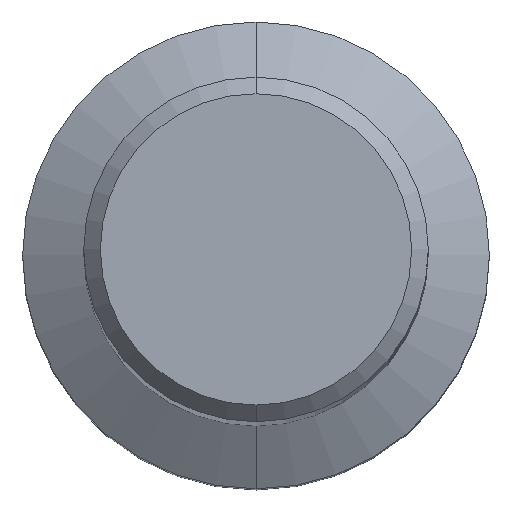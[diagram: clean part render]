
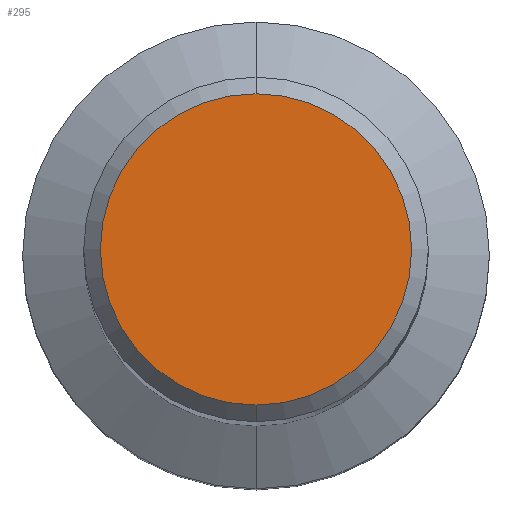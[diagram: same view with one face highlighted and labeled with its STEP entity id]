
A CAD part, top view. The second image highlights one B-rep face of the part: STEP entity #295.
In plain terms, the highlighted planar face has unit normal (0, 0, 1).
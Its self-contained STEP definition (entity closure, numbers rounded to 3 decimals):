
#227=VERTEX_POINT('',#616);
#289=VERTEX_POINT('',#687);
#295=ADVANCED_FACE('',(#693),#694,.T.);
#475=EDGE_CURVE('',#289,#227,#891,.T.);
#509=EDGE_CURVE('',#227,#289,#929,.T.);
#616=CARTESIAN_POINT('',(0.0,3.705,0.0));
#687=CARTESIAN_POINT('',(0.,-3.705,0.0));
#693=FACE_OUTER_BOUND('',#1155,.T.);
#694=PLANE('',#1156);
#891=CIRCLE('',#1522,3.705);
#929=CIRCLE('',#1565,3.705);
#1155=EDGE_LOOP('',(#1900,#1901));
#1156=AXIS2_PLACEMENT_3D('',#1902,#1903,#1904);
#1522=AXIS2_PLACEMENT_3D('',#2137,#2138,#2139);
#1565=AXIS2_PLACEMENT_3D('',#2179,#2180,#2181);
#1900=ORIENTED_EDGE('',*,*,#509,.F.);
#1901=ORIENTED_EDGE('',*,*,#475,.F.);
#1902=CARTESIAN_POINT('',(0.0,1.853,0.0));
#1903=DIRECTION('',(-0.0,0.0,1.0));
#1904=DIRECTION('',(0.0,-1.0,0.0));
#2137=CARTESIAN_POINT('',(0.0,0.0,0.0));
#2138=DIRECTION('',(0.0,0.0,-1.0));
#2139=DIRECTION('',(0.0,1.0,0.0));
#2179=CARTESIAN_POINT('',(0.0,0.0,0.0));
#2180=DIRECTION('',(0.0,0.0,-1.0));
#2181=DIRECTION('',(0.0,1.0,0.0));
